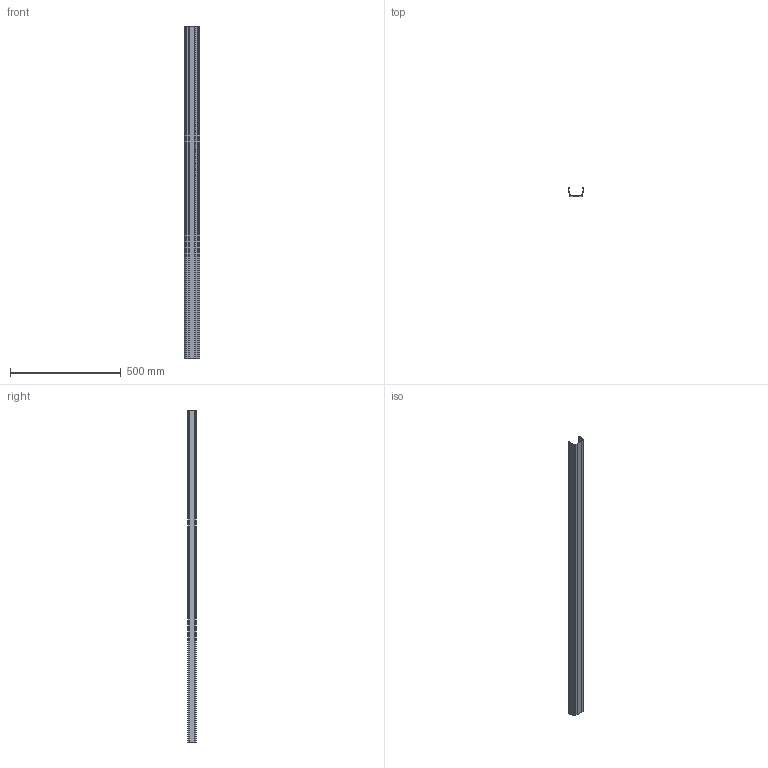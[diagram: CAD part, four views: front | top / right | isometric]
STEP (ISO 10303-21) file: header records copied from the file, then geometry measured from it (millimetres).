
FILE_DESCRIPTION (( 'STEP AP214' ), '1' );
FILE_NAME ('TRUSYS-PFM-ER1500.STEP', '2023-03-07T12:25:40', ( '' ), ( '' ), 'SwSTEP 2.0', 'SolidWorks 2020', '' );
FILE_SCHEMA (( 'AUTOMOTIVE_DESIGN' ));
Length unit declared in the file: millimetre
Products named in the file (1): TRUSYS-PFM-ER1500
Bounding box: 70.15 x 38.75 x 1500 mm (x, y, z)
Volume: 146769.9 mm3; surface area: 491230.4 mm2
Topology: 1 solids, 1 shells, 118 faces, 350 edges, 234 vertices
Faces by surface type: cylinder 72, plane 46
Entity records: 5484 total; most frequent: CARTESIAN_POINT 925, ORIENTED_EDGE 700, DIRECTION 680, EDGE_CURVE 350, AXIS2_PLACEMENT_3D 243, VERTEX_POINT 234, VECTOR 194, LINE 194
